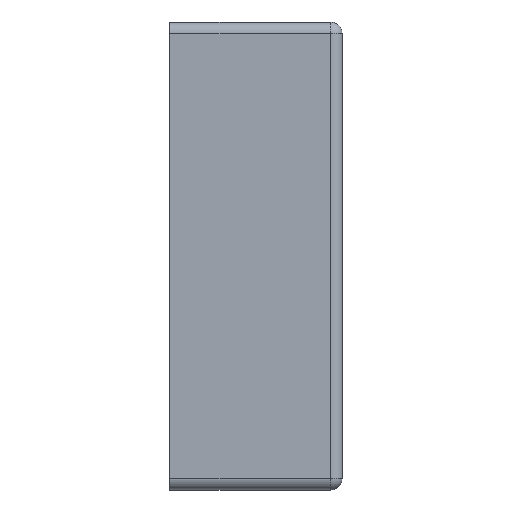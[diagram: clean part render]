
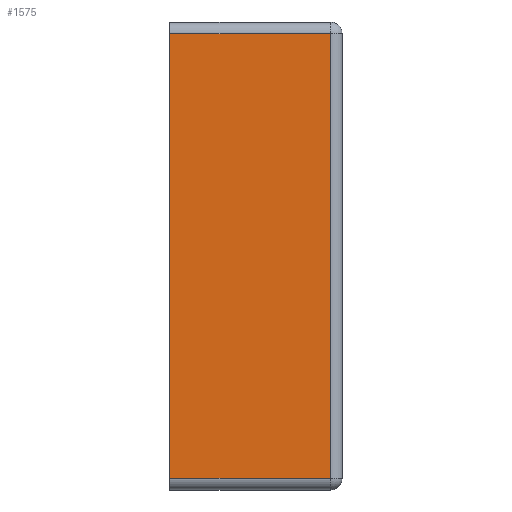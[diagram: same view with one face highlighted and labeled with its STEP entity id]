
A CAD part, left-side view. The second image highlights one B-rep face of the part: STEP entity #1575.
In plain terms, the highlighted planar face has unit normal (-1, 0, 0).
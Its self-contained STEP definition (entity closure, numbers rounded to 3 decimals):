
#9 = EDGE_CURVE ( 'NONE', #200, #240, #280, .T. ) ;
#23 = EDGE_CURVE ( 'NONE', #273, #234, #358, .T. ) ;
#26 = EDGE_CURVE ( 'NONE', #234, #240, #339, .T. ) ;
#55 = EDGE_CURVE ( 'NONE', #200, #273, #418, .T. ) ;
#200 = VERTEX_POINT ( 'NONE', #1130 ) ;
#234 = VERTEX_POINT ( 'NONE', #1104 ) ;
#240 = VERTEX_POINT ( 'NONE', #1105 ) ;
#273 = VERTEX_POINT ( 'NONE', #1161 ) ;
#280 = LINE ( 'NONE', #836, #309 ) ;
#301 = EDGE_LOOP ( 'NONE', ( #679, #656, #696, #671 ) ) ;
#309 = VECTOR ( 'NONE', #852, 1000. ) ;
#339 = LINE ( 'NONE', #1481, #353 ) ;
#345 = VECTOR ( 'NONE', #1467, 1000. ) ;
#353 = VECTOR ( 'NONE', #1483, 1000. ) ;
#358 = LINE ( 'NONE', #1466, #345 ) ;
#418 = LINE ( 'NONE', #726, #451 ) ;
#451 = VECTOR ( 'NONE', #715, 1000. ) ;
#594 = FACE_OUTER_BOUND ( 'NONE', #301, .T. ) ;
#656 = ORIENTED_EDGE ( 'NONE', *, *, #55, .T. ) ;
#671 = ORIENTED_EDGE ( 'NONE', *, *, #26, .T. ) ;
#679 = ORIENTED_EDGE ( 'NONE', *, *, #9, .F. ) ;
#696 = ORIENTED_EDGE ( 'NONE', *, *, #23, .T. ) ;
#715 = DIRECTION ( 'NONE',  ( 0., -1., 0. ) ) ;
#726 = CARTESIAN_POINT ( 'NONE',  ( 0., 0., -39. ) ) ;
#836 = CARTESIAN_POINT ( 'NONE',  ( 0., 15., -40. ) ) ;
#852 = DIRECTION ( 'NONE',  ( 0., 0., 1. ) ) ;
#888 = AXIS2_PLACEMENT_3D ( 'NONE', #1026, #1028, #1032 ) ;
#1008 = PLANE ( 'NONE',  #888 ) ;
#1026 = CARTESIAN_POINT ( 'NONE',  ( 0., 0., -40. ) ) ;
#1028 = DIRECTION ( 'NONE',  ( -1., 0., 0. ) ) ;
#1032 = DIRECTION ( 'NONE',  ( 0., 0., 1. ) ) ;
#1104 = CARTESIAN_POINT ( 'NONE',  ( 0., 1.257, -1. ) ) ;
#1105 = CARTESIAN_POINT ( 'NONE',  ( 0., 15., -1. ) ) ;
#1130 = CARTESIAN_POINT ( 'NONE',  ( 0., 15., -39. ) ) ;
#1161 = CARTESIAN_POINT ( 'NONE',  ( 0., 1.257, -39. ) ) ;
#1466 = CARTESIAN_POINT ( 'NONE',  ( 0., 1.257, -40. ) ) ;
#1467 = DIRECTION ( 'NONE',  ( 0., 0., 1. ) ) ;
#1481 = CARTESIAN_POINT ( 'NONE',  ( 0., 15., -1. ) ) ;
#1483 = DIRECTION ( 'NONE',  ( 0., 1., 0. ) ) ;
#1575 = ADVANCED_FACE ( 'NONE', ( #594 ), #1008, .T. ) ;
